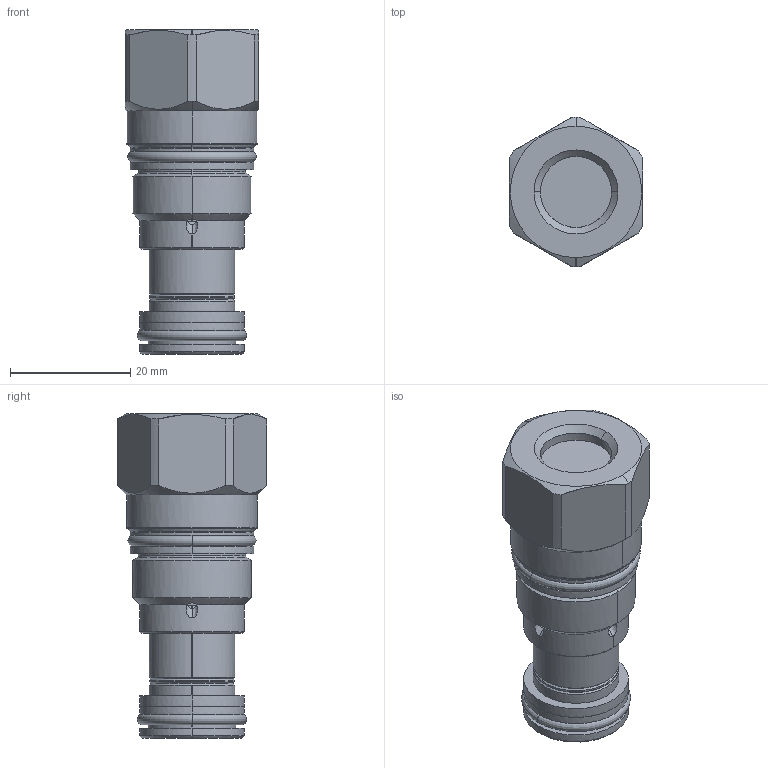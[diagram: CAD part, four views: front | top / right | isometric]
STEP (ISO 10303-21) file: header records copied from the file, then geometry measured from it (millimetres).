
FILE_DESCRIPTION((''),'2;1');
FILE_NAME('CSAABXN_SW_PRT','2020-02-03T',('charlief'),(''),'PRO/ENGINEER BY PARAMETRIC TECHNOLOGY CORPORATION, 2016010','PRO/ENGINEER BY PARAMETRIC TECHNOLOGY CORPORATION, 2016010','');
FILE_SCHEMA(('CONFIG_CONTROL_DESIGN'));
Length unit declared in the file: inch
Products named in the file (1): CSAABXN_SW_PRT
Bounding box: 22.23 x 24.84 x 53.98 mm (x, y, z)
Surface area: 7617.7 mm2 (no closed solid volume)
Topology: 0 solids, 0 shells, 172 faces, 816 edges, 802 vertices
Faces by surface type: bspline 148, torus 24
Entity records: 28499 total; most frequent: CARTESIAN_POINT 21150, DIRECTION 1248, TRIMMED_CURVE 972, DEFINITIONAL_REPRESENTATION 788, PCURVE 788, COMPOSITE_CURVE_SEGMENT 788, VECTOR 744, LINE 744
